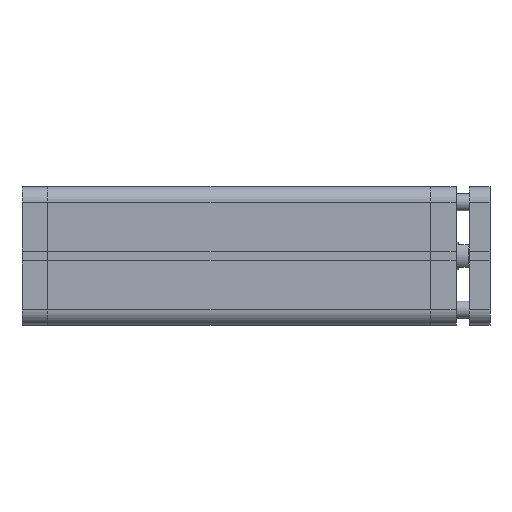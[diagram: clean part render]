
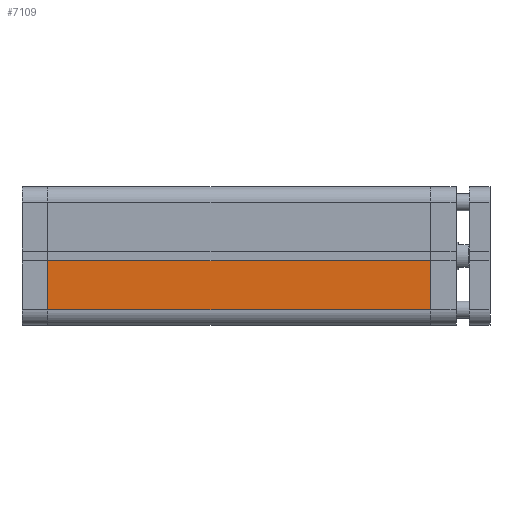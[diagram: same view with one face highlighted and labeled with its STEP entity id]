
A CAD part, front view. The second image highlights one B-rep face of the part: STEP entity #7109.
In plain terms, the highlighted planar face has unit normal (0, -1, 0).
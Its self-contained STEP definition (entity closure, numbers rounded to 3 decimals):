
#733 = EDGE_CURVE ( 'NONE', #6767, #6862, #3630, .T. ) ;
#735 = EDGE_CURVE ( 'NONE', #5421, #6862, #3634, .T. ) ;
#738 = EDGE_CURVE ( 'NONE', #5096, #6767, #3625, .T. ) ;
#739 = EDGE_CURVE ( 'NONE', #5096, #5421, #3640, .T. ) ;
#972 = AXIS2_PLACEMENT_3D ( 'NONE', #5052, #5055, #5056 ) ;
#2906 = ORIENTED_EDGE ( 'NONE', *, *, #733, .T. ) ;
#2907 = ORIENTED_EDGE ( 'NONE', *, *, #735, .F. ) ;
#2908 = ORIENTED_EDGE ( 'NONE', *, *, #739, .F. ) ;
#2909 = ORIENTED_EDGE ( 'NONE', *, *, #738, .T. ) ;
#3623 = VECTOR ( 'NONE', #4511, 1000. ) ;
#3625 = LINE ( 'NONE', #4510, #3623 ) ;
#3630 = LINE ( 'NONE', #4499, #3631 ) ;
#3631 = VECTOR ( 'NONE', #4500, 1000. ) ;
#3634 = LINE ( 'NONE', #4503, #3635 ) ;
#3635 = VECTOR ( 'NONE', #4504, 1000. ) ;
#3640 = LINE ( 'NONE', #4512, #3641 ) ;
#3641 = VECTOR ( 'NONE', #4513, 1000. ) ;
#3699 = FACE_OUTER_BOUND ( 'NONE', #6619, .T. ) ;
#4499 = CARTESIAN_POINT ( 'NONE',  ( 0., -40., 0. ) ) ;
#4500 = DIRECTION ( 'NONE',  ( 1., 0., 0. ) ) ;
#4503 = CARTESIAN_POINT ( 'NONE',  ( -2.6, -40., 220.5 ) ) ;
#4504 = DIRECTION ( 'NONE',  ( 0., 0., -1. ) ) ;
#4510 = CARTESIAN_POINT ( 'NONE',  ( -31., -40., 220.5 ) ) ;
#4511 = DIRECTION ( 'NONE',  ( 0., 0., -1. ) ) ;
#4512 = CARTESIAN_POINT ( 'NONE',  ( 0., -40., 220.5 ) ) ;
#4513 = DIRECTION ( 'NONE',  ( 1., 0., 0. ) ) ;
#4558 = CARTESIAN_POINT ( 'NONE',  ( -31., -40., 220.5 ) ) ;
#4578 = CARTESIAN_POINT ( 'NONE',  ( -2.6, -40., 220.5 ) ) ;
#4675 = CARTESIAN_POINT ( 'NONE',  ( -31., -40., 0. ) ) ;
#4770 = CARTESIAN_POINT ( 'NONE',  ( -2.6, -40., 0. ) ) ;
#5052 = CARTESIAN_POINT ( 'NONE',  ( 0., -40., 220.5 ) ) ;
#5053 = PLANE ( 'NONE',  #972 ) ;
#5055 = DIRECTION ( 'NONE',  ( 0., 1., 0. ) ) ;
#5056 = DIRECTION ( 'NONE',  ( 0., 0., 1. ) ) ;
#5096 = VERTEX_POINT ( 'NONE', #4558 ) ;
#5421 = VERTEX_POINT ( 'NONE', #4578 ) ;
#6619 = EDGE_LOOP ( 'NONE', ( #2906, #2907, #2908, #2909 ) ) ;
#6767 = VERTEX_POINT ( 'NONE', #4675 ) ;
#6862 = VERTEX_POINT ( 'NONE', #4770 ) ;
#7109 = ADVANCED_FACE ( 'NONE', ( #3699 ), #5053, .F. ) ;
